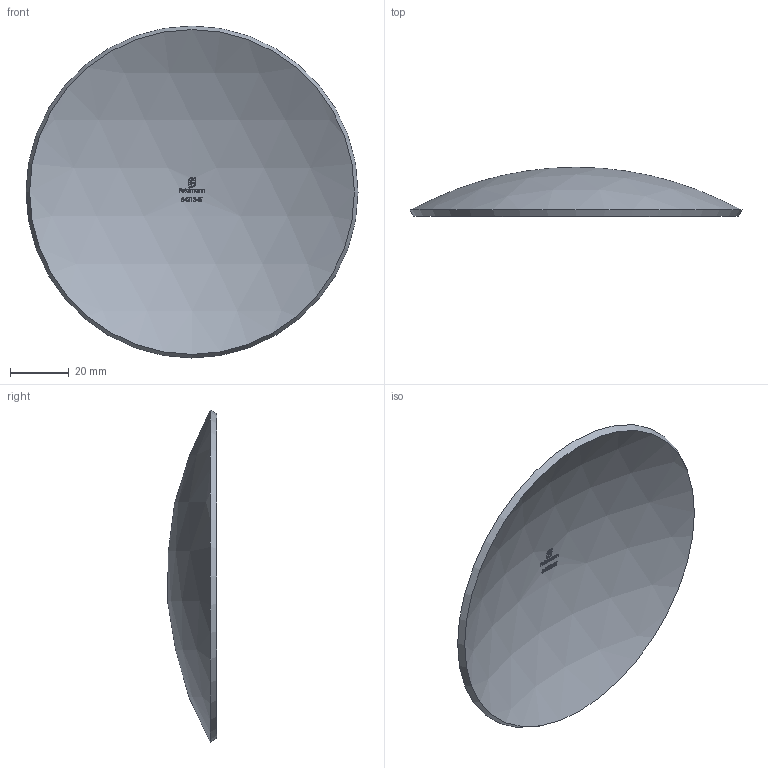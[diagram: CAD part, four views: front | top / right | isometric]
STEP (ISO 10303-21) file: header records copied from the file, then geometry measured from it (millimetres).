
FILE_DESCRIPTION (( 'STEP AP203' ), '1' );
FILE_NAME ('54213-ST.step', '2022-05-05T09:42:56', ( '' ), ( '' ), 'SwSTEP 2.0', 'SolidWorks 2018', '' );
FILE_SCHEMA (( 'CONFIG_CONTROL_DESIGN' ));
Length unit declared in the file: millimetre
Products named in the file (1): 54213-ST
Bounding box: 113 x 16.69 x 113 mm (x, y, z)
Volume: 26218.7 mm3; surface area: 21866.5 mm2
Topology: 1 solids, 1 shells, 259 faces, 708 edges, 472 vertices
Faces by surface type: plane 124, bspline 111, sphere 23, cone 1
Entity records: 12190 total; most frequent: CARTESIAN_POINT 6062, ORIENTED_EDGE 1414, DIRECTION 1033, EDGE_CURVE 707, VERTEX_POINT 472, AXIS2_PLACEMENT_3D 399, EDGE_LOOP 281, FACE_OUTER_BOUND 259
